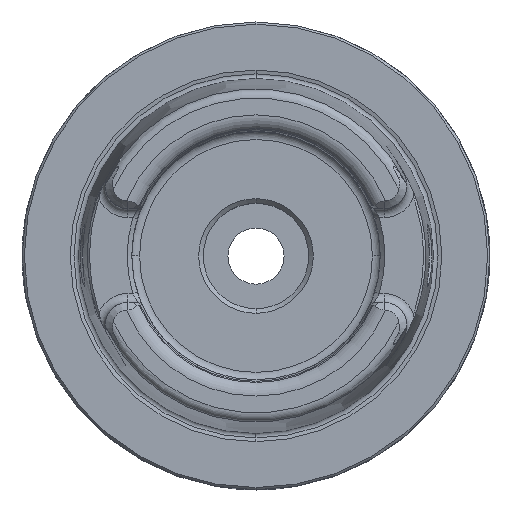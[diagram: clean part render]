
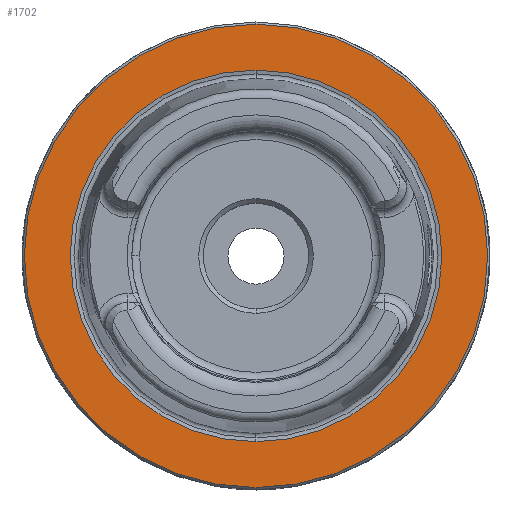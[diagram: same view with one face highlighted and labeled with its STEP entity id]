
A CAD part, top view. The second image highlights one B-rep face of the part: STEP entity #1702.
In plain terms, the highlighted planar face has unit normal (0, 0, 1).
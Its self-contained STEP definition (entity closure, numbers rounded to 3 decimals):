
#1702=ADVANCED_FACE('NONE',(#4749,#4750),#4751,.F.);
#1728=VERTEX_POINT('NONE',#4777);
#2230=EDGE_CURVE('NONE',#4176,#1728,#5328,.T.);
#2346=EDGE_CURVE('NONE',#3514,#3734,#5457,.F.);
#3514=VERTEX_POINT('NONE',#6746);
#3734=VERTEX_POINT('NONE',#6989);
#3908=EDGE_CURVE('NONE',#3734,#3514,#7177,.T.);
#4176=VERTEX_POINT('NONE',#7478);
#4342=EDGE_CURVE('NONE',#1728,#4176,#7659,.T.);
#4749=FACE_OUTER_BOUND('',#8436,.T.);
#4750=FACE_BOUND('',#8437,.T.);
#4751=PLANE('',#8438);
#4777=CARTESIAN_POINT('',(0.,49.495,0.));
#5328=CIRCLE('',#9885,49.495);
#5457=CIRCLE('',#10169,39.697);
#6746=CARTESIAN_POINT('',(0.0,39.697,0.));
#6989=CARTESIAN_POINT('',(0.,-39.697,0.));
#7177=CIRCLE('',#14292,39.697);
#7478=CARTESIAN_POINT('',(0.0,-49.495,0.));
#7659=CIRCLE('',#15487,49.495);
#8436=EDGE_LOOP('',(#16149,#16150));
#8437=EDGE_LOOP('',(#16151,#16152));
#8438=AXIS2_PLACEMENT_3D('',#16153,#16154,#16155);
#9885=AXIS2_PLACEMENT_3D('',#16768,#16769,#16770);
#10169=AXIS2_PLACEMENT_3D('',#16921,#16922,#16923);
#14292=AXIS2_PLACEMENT_3D('',#18919,#18920,#18921);
#15487=AXIS2_PLACEMENT_3D('',#19456,#19457,#19458);
#16149=ORIENTED_EDGE('',*,*,#2230,.T.);
#16150=ORIENTED_EDGE('',*,*,#4342,.T.);
#16151=ORIENTED_EDGE('',*,*,#2346,.F.);
#16152=ORIENTED_EDGE('',*,*,#3908,.F.);
#16153=CARTESIAN_POINT('',(0.0,-38.483,0.));
#16154=DIRECTION('',(0.0,0.0,-1.0));
#16155=DIRECTION('',(0.0,-1.0,0.0));
#16768=CARTESIAN_POINT('',(0.0,0.,0.));
#16769=DIRECTION('',(0.0,0.0,1.0));
#16770=DIRECTION('',(0.0,-1.0,0.0));
#16921=CARTESIAN_POINT('',(0.0,0.,0.));
#16922=DIRECTION('',(0.0,0.0,-1.0));
#16923=DIRECTION('',(0.0,1.0,0.0));
#18919=CARTESIAN_POINT('',(0.0,0.,0.));
#18920=DIRECTION('',(0.0,0.0,1.0));
#18921=DIRECTION('',(0.0,1.0,-0.0));
#19456=CARTESIAN_POINT('',(0.0,0.,0.));
#19457=DIRECTION('',(0.0,0.0,1.0));
#19458=DIRECTION('',(0.0,-1.0,0.0));
